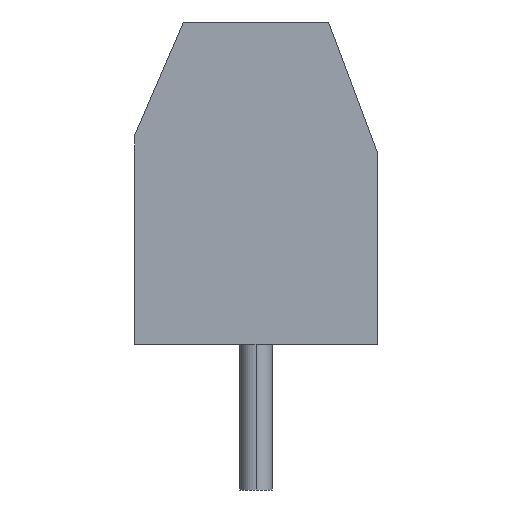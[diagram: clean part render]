
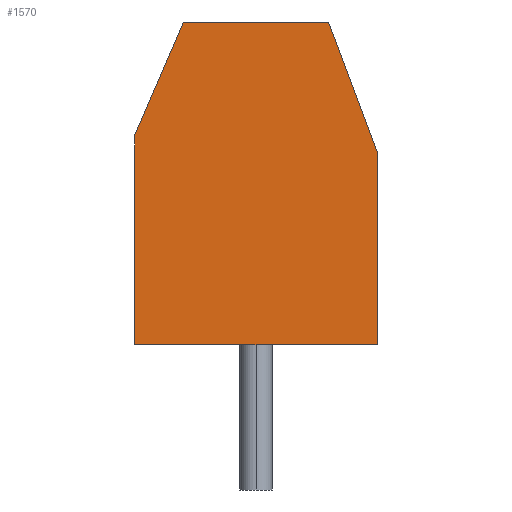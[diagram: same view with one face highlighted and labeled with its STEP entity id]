
A CAD part, left-side view. The second image highlights one B-rep face of the part: STEP entity #1570.
In plain terms, the highlighted planar face has unit normal (-1, 0, 0).
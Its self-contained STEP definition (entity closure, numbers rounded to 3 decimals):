
#410=CARTESIAN_POINT('',(-5.0,3.75,6.5));
#411=VERTEX_POINT('',#410);
#418=CARTESIAN_POINT('',(-5.0,2.25,10.0));
#419=VERTEX_POINT('',#418);
#420=CARTESIAN_POINT('',(-5.0,3.75,6.5));
#421=DIRECTION('',(0.0,-0.394,0.919));
#422=VECTOR('',#421,3.808);
#423=LINE('',#420,#422);
#424=EDGE_CURVE('',#411,#419,#423,.T.);
#488=CARTESIAN_POINT('',(-5.0,-2.25,10.0));
#489=VERTEX_POINT('',#488);
#490=CARTESIAN_POINT('',(-5.0,-2.25,10.0));
#491=DIRECTION('',(0.0,1.0,0.0));
#492=VECTOR('',#491,4.5);
#493=LINE('',#490,#492);
#494=EDGE_CURVE('',#489,#419,#493,.T.);
#900=CARTESIAN_POINT('',(-5.0,-3.75,6.0));
#901=VERTEX_POINT('',#900);
#902=CARTESIAN_POINT('',(-5.0,-2.25,10.0));
#903=DIRECTION('',(0.0,-0.351,-0.936));
#904=VECTOR('',#903,4.272);
#905=LINE('',#902,#904);
#906=EDGE_CURVE('',#489,#901,#905,.T.);
#1527=CARTESIAN_POINT('',(-5.0,-3.75,0.0));
#1528=VERTEX_POINT('',#1527);
#1529=CARTESIAN_POINT('',(-5.0,-3.75,0.0));
#1530=DIRECTION('',(0.0,0.0,1.0));
#1531=VECTOR('',#1530,6.0);
#1532=LINE('',#1529,#1531);
#1533=EDGE_CURVE('',#1528,#901,#1532,.T.);
#1545=CARTESIAN_POINT('',(-5.0,-3.75,0.0));
#1546=DIRECTION('',(-1.0,0.0,0.0));
#1547=DIRECTION('',(0.0,0.0,1.0));
#1548=AXIS2_PLACEMENT_3D('',#1545,#1546,#1547);
#1549=PLANE('',#1548);
#1550=ORIENTED_EDGE('',*,*,#424,.F.);
#1551=CARTESIAN_POINT('',(-5.0,3.75,0.0));
#1552=VERTEX_POINT('',#1551);
#1553=CARTESIAN_POINT('',(-5.0,3.75,0.0));
#1554=DIRECTION('',(0.0,0.0,1.0));
#1555=VECTOR('',#1554,6.5);
#1556=LINE('',#1553,#1555);
#1557=EDGE_CURVE('',#1552,#411,#1556,.T.);
#1558=ORIENTED_EDGE('',*,*,#1557,.F.);
#1559=CARTESIAN_POINT('',(-5.0,-3.75,0.0));
#1560=DIRECTION('',(0.0,1.0,0.0));
#1561=VECTOR('',#1560,7.5);
#1562=LINE('',#1559,#1561);
#1563=EDGE_CURVE('',#1528,#1552,#1562,.T.);
#1564=ORIENTED_EDGE('',*,*,#1563,.F.);
#1565=ORIENTED_EDGE('',*,*,#1533,.T.);
#1566=ORIENTED_EDGE('',*,*,#906,.F.);
#1567=ORIENTED_EDGE('',*,*,#494,.T.);
#1568=EDGE_LOOP('',(#1550,#1558,#1564,#1565,#1566,#1567));
#1569=FACE_OUTER_BOUND('',#1568,.T.);
#1570=ADVANCED_FACE('',(#1569),#1549,.T.);
